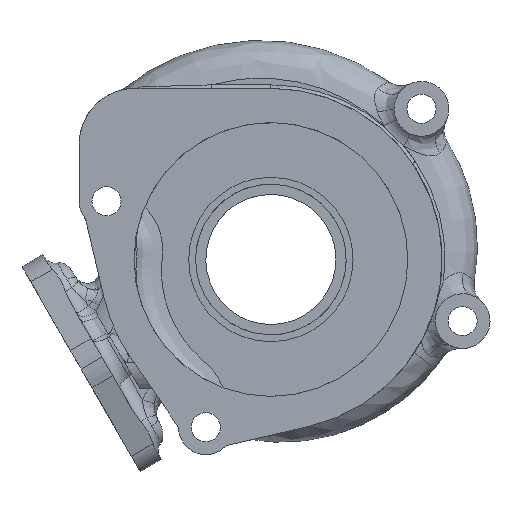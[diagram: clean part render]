
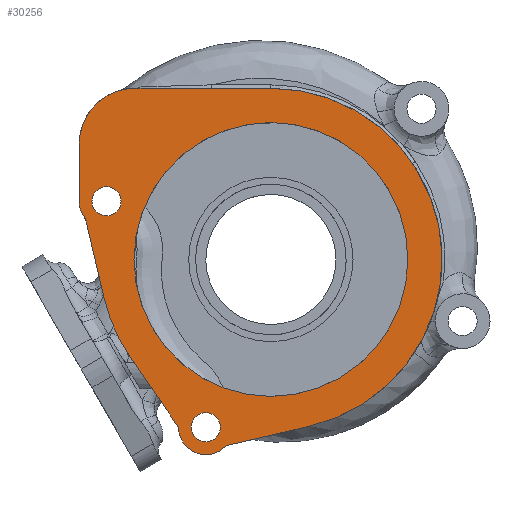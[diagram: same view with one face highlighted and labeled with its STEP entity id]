
A CAD part, left-side view. The second image highlights one B-rep face of the part: STEP entity #30256.
In plain terms, the highlighted planar face has unit normal (-1, 0, 0).
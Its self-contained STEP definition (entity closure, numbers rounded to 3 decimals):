
#52=CARTESIAN_POINT('Axis2P3D Location',(74.5,0.,0.)) ;
#360=CARTESIAN_POINT('Vertex',(74.5,156.,117.)) ;
#365=CARTESIAN_POINT('Line Origine',(74.5,156.,125.351)) ;
#369=CARTESIAN_POINT('Vertex',(74.5,156.,133.701)) ;
#4150=CARTESIAN_POINT('Vertex',(74.5,127.,51.04)) ;
#4155=CARTESIAN_POINT('Line Origine',(74.5,134.093,61.346)) ;
#4159=CARTESIAN_POINT('Vertex',(74.5,141.186,71.651)) ;
#4215=CARTESIAN_POINT('Axis2P3D Location',(74.5,100.,100.)) ;
#4219=CARTESIAN_POINT('Vertex',(74.5,148.692,88.638)) ;
#4250=CARTESIAN_POINT('Vertex',(74.5,60.,100.)) ;
#4307=CARTESIAN_POINT('Vertex',(74.5,140.,100.)) ;
#4310=CARTESIAN_POINT('Axis2P3D Location',(74.5,100.,100.)) ;
#4324=CARTESIAN_POINT('Axis2P3D Location',(74.5,100.,100.)) ;
#4365=CARTESIAN_POINT('Axis2P3D Location',(74.5,148.,117.)) ;
#4369=CARTESIAN_POINT('Vertex',(74.5,152.25,117.)) ;
#4371=CARTESIAN_POINT('Vertex',(74.5,143.75,117.)) ;
#4391=CARTESIAN_POINT('Axis2P3D Location',(74.5,148.,117.)) ;
#4408=CARTESIAN_POINT('Axis2P3D Location',(74.5,119.,51.)) ;
#4412=CARTESIAN_POINT('Vertex',(74.5,123.25,51.)) ;
#4414=CARTESIAN_POINT('Vertex',(74.5,114.75,51.)) ;
#4434=CARTESIAN_POINT('Axis2P3D Location',(74.5,119.,51.)) ;
#23009=CARTESIAN_POINT('Vertex',(74.5,127.,51.)) ;
#23012=CARTESIAN_POINT('Axis2P3D Location',(74.5,119.,51.)) ;
#24877=CARTESIAN_POINT('Line Origine',(74.5,151.397,100.233)) ;
#24881=CARTESIAN_POINT('Vertex',(74.5,154.103,111.827)) ;
#24922=CARTESIAN_POINT('Axis2P3D Location',(74.5,148.,117.)) ;
#27127=CARTESIAN_POINT('Axis2P3D Location',(74.5,139.701,133.701)) ;
#27131=CARTESIAN_POINT('Vertex',(74.5,139.701,150.)) ;
#27239=CARTESIAN_POINT('Line Origine',(74.5,119.851,150.)) ;
#27243=CARTESIAN_POINT('Vertex',(74.5,100.,150.)) ;
#27383=CARTESIAN_POINT('Axis2P3D Location',(74.5,100.,100.)) ;
#27387=CARTESIAN_POINT('Vertex',(74.5,88.691,51.296)) ;
#29703=CARTESIAN_POINT('Vertex',(74.5,113.064,45.637)) ;
#29805=CARTESIAN_POINT('Line Origine',(74.5,100.878,48.466)) ;
#29928=CARTESIAN_POINT('Axis2P3D Location',(74.5,119.,51.)) ;
#53=DIRECTION('Axis2P3D Direction',(1.,0.,0.)) ;
#54=DIRECTION('Axis2P3D XDirection',(0.,1.,0.)) ;
#366=DIRECTION('Vector Direction',(0.,0.,1.)) ;
#4156=DIRECTION('Vector Direction',(0.,-0.567,-0.824)) ;
#4216=DIRECTION('Axis2P3D Direction',(1.,0.,0.)) ;
#4311=DIRECTION('Axis2P3D Direction',(1.,0.,0.)) ;
#4325=DIRECTION('Axis2P3D Direction',(1.,0.,0.)) ;
#4366=DIRECTION('Axis2P3D Direction',(1.,0.,0.)) ;
#4392=DIRECTION('Axis2P3D Direction',(1.,0.,0.)) ;
#4409=DIRECTION('Axis2P3D Direction',(1.,0.,0.)) ;
#4435=DIRECTION('Axis2P3D Direction',(1.,0.,0.)) ;
#23013=DIRECTION('Axis2P3D Direction',(1.,0.,0.)) ;
#24878=DIRECTION('Vector Direction',(0.,-0.227,-0.974)) ;
#24923=DIRECTION('Axis2P3D Direction',(1.,0.,0.)) ;
#27128=DIRECTION('Axis2P3D Direction',(1.,0.,0.)) ;
#27240=DIRECTION('Vector Direction',(0.,1.,0.)) ;
#27384=DIRECTION('Axis2P3D Direction',(1.,0.,0.)) ;
#29806=DIRECTION('Vector Direction',(0.,0.974,-0.226)) ;
#29929=DIRECTION('Axis2P3D Direction',(1.,0.,0.)) ;
#55=AXIS2_PLACEMENT_3D('Plane Axis2P3D',#52,#53,#54) ;
#4217=AXIS2_PLACEMENT_3D('Circle Axis2P3D',#4215,#4216,$) ;
#4312=AXIS2_PLACEMENT_3D('Circle Axis2P3D',#4310,#4311,$) ;
#4326=AXIS2_PLACEMENT_3D('Circle Axis2P3D',#4324,#4325,$) ;
#4367=AXIS2_PLACEMENT_3D('Circle Axis2P3D',#4365,#4366,$) ;
#4393=AXIS2_PLACEMENT_3D('Circle Axis2P3D',#4391,#4392,$) ;
#4410=AXIS2_PLACEMENT_3D('Circle Axis2P3D',#4408,#4409,$) ;
#4436=AXIS2_PLACEMENT_3D('Circle Axis2P3D',#4434,#4435,$) ;
#23014=AXIS2_PLACEMENT_3D('Circle Axis2P3D',#23012,#23013,$) ;
#24924=AXIS2_PLACEMENT_3D('Circle Axis2P3D',#24922,#24923,$) ;
#27129=AXIS2_PLACEMENT_3D('Circle Axis2P3D',#27127,#27128,$) ;
#27385=AXIS2_PLACEMENT_3D('Circle Axis2P3D',#27383,#27384,$) ;
#29930=AXIS2_PLACEMENT_3D('Circle Axis2P3D',#29928,#29929,$) ;
#30232=ORIENTED_EDGE('',*,*,#24883,.F.) ;
#30233=ORIENTED_EDGE('',*,*,#4221,.F.) ;
#30234=ORIENTED_EDGE('',*,*,#4161,.F.) ;
#30235=ORIENTED_EDGE('',*,*,#23016,.F.) ;
#30236=ORIENTED_EDGE('',*,*,#29932,.F.) ;
#30237=ORIENTED_EDGE('',*,*,#29809,.F.) ;
#30238=ORIENTED_EDGE('',*,*,#27389,.F.) ;
#30239=ORIENTED_EDGE('',*,*,#27245,.F.) ;
#30240=ORIENTED_EDGE('',*,*,#27133,.F.) ;
#30241=ORIENTED_EDGE('',*,*,#371,.F.) ;
#30242=ORIENTED_EDGE('',*,*,#24926,.F.) ;
#30245=ORIENTED_EDGE('',*,*,#4328,.T.) ;
#30246=ORIENTED_EDGE('',*,*,#4314,.T.) ;
#30249=ORIENTED_EDGE('',*,*,#4395,.T.) ;
#30250=ORIENTED_EDGE('',*,*,#4373,.T.) ;
#30253=ORIENTED_EDGE('',*,*,#4438,.T.) ;
#30254=ORIENTED_EDGE('',*,*,#4416,.T.) ;
#30247=FACE_BOUND('',#30244,.T.) ;
#30251=FACE_BOUND('',#30248,.T.) ;
#30255=FACE_BOUND('',#30252,.T.) ;
#367=VECTOR('Line Direction',#366,1.) ;
#4157=VECTOR('Line Direction',#4156,1.) ;
#24879=VECTOR('Line Direction',#24878,1.) ;
#27241=VECTOR('Line Direction',#27240,1.) ;
#29807=VECTOR('Line Direction',#29806,1.) ;
#30256=ADVANCED_FACE('Body.2',(#30243,#30247,#30251,#30255),#56,.F.) ;
#4218=CIRCLE('generated circle',#4217,50.) ;
#4313=CIRCLE('generated circle',#4312,40.) ;
#4327=CIRCLE('generated circle',#4326,40.) ;
#4368=CIRCLE('generated circle',#4367,4.25) ;
#4394=CIRCLE('generated circle',#4393,4.25) ;
#4411=CIRCLE('generated circle',#4410,4.25) ;
#4437=CIRCLE('generated circle',#4436,4.25) ;
#23015=CIRCLE('generated circle',#23014,8.) ;
#24925=CIRCLE('generated circle',#24924,8.) ;
#27130=CIRCLE('generated circle',#27129,16.299) ;
#27386=CIRCLE('generated circle',#27385,50.) ;
#29931=CIRCLE('generated circle',#29930,8.) ;
#371=EDGE_CURVE('',#361,#370,#368,.T.) ;
#4161=EDGE_CURVE('',#4151,#4160,#4158,.F.) ;
#4221=EDGE_CURVE('',#4160,#4220,#4218,.T.) ;
#4314=EDGE_CURVE('',#4251,#4308,#4313,.T.) ;
#4328=EDGE_CURVE('',#4308,#4251,#4327,.T.) ;
#4373=EDGE_CURVE('',#4370,#4372,#4368,.T.) ;
#4395=EDGE_CURVE('',#4372,#4370,#4394,.T.) ;
#4416=EDGE_CURVE('',#4413,#4415,#4411,.T.) ;
#4438=EDGE_CURVE('',#4415,#4413,#4437,.T.) ;
#23016=EDGE_CURVE('',#23010,#4151,#23015,.T.) ;
#24883=EDGE_CURVE('',#4220,#24882,#24880,.F.) ;
#24926=EDGE_CURVE('',#24882,#361,#24925,.T.) ;
#27133=EDGE_CURVE('',#370,#27132,#27130,.T.) ;
#27245=EDGE_CURVE('',#27132,#27244,#27242,.F.) ;
#27389=EDGE_CURVE('',#27244,#27388,#27386,.T.) ;
#29809=EDGE_CURVE('',#27388,#29704,#29808,.T.) ;
#29932=EDGE_CURVE('',#29704,#23010,#29931,.T.) ;
#30231=EDGE_LOOP('',(#30232,#30233,#30234,#30235,#30236,#30237,#30238,#30239,#30240,#30241,#30242)) ;
#30244=EDGE_LOOP('',(#30245,#30246)) ;
#30248=EDGE_LOOP('',(#30249,#30250)) ;
#30252=EDGE_LOOP('',(#30253,#30254)) ;
#30243=FACE_OUTER_BOUND('',#30231,.T.) ;
#368=LINE('Line',#365,#367) ;
#4158=LINE('Line',#4155,#4157) ;
#24880=LINE('Line',#24877,#24879) ;
#27242=LINE('Line',#27239,#27241) ;
#29808=LINE('Line',#29805,#29807) ;
#56=PLANE('Plane',#55) ;
#361=VERTEX_POINT('',#360) ;
#370=VERTEX_POINT('',#369) ;
#4151=VERTEX_POINT('',#4150) ;
#4160=VERTEX_POINT('',#4159) ;
#4220=VERTEX_POINT('',#4219) ;
#4251=VERTEX_POINT('',#4250) ;
#4308=VERTEX_POINT('',#4307) ;
#4370=VERTEX_POINT('',#4369) ;
#4372=VERTEX_POINT('',#4371) ;
#4413=VERTEX_POINT('',#4412) ;
#4415=VERTEX_POINT('',#4414) ;
#23010=VERTEX_POINT('',#23009) ;
#24882=VERTEX_POINT('',#24881) ;
#27132=VERTEX_POINT('',#27131) ;
#27244=VERTEX_POINT('',#27243) ;
#27388=VERTEX_POINT('',#27387) ;
#29704=VERTEX_POINT('',#29703) ;
